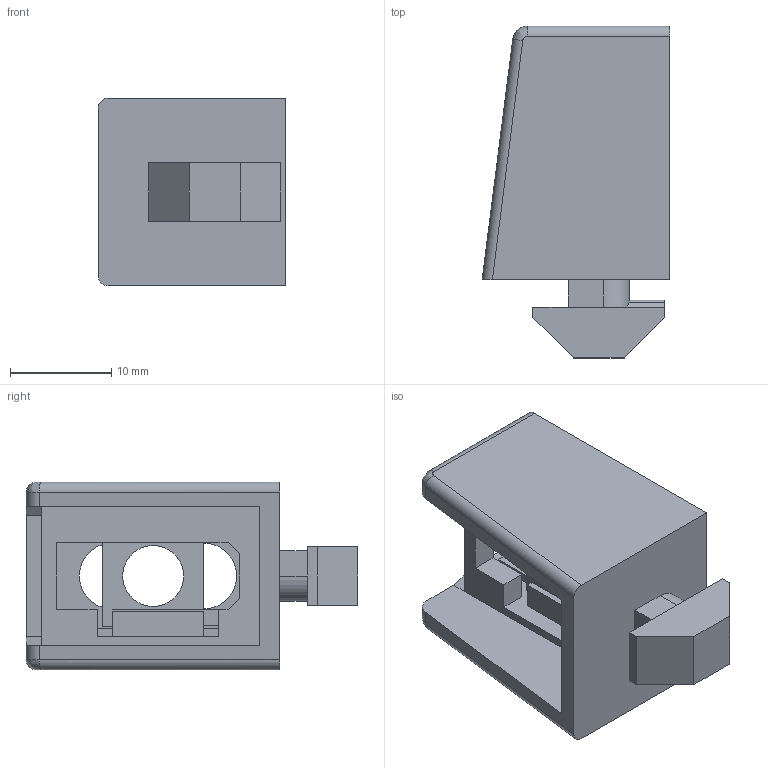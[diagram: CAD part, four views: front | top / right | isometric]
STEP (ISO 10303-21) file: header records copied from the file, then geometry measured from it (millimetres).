
FILE_DESCRIPTION(/* description */ ('KriTec Befestigungsblock 6 PA grau ähnlich RAL 7042'),/* implementation_level */ '2;1');
FILE_NAME(/* name */ '22190_KriTec_Befestigungsblock_6_PA_grau_aehnlich_RAL_7042.stp',/* time_stamp */ '2021-08-06T15:24:15+02:00',/* author */ ('Nell'),/* organization */ (''),/* preprocessor_version */ 'ST-DEVELOPER v17',/* originating_system */ 'Autodesk Inventor 2018',/* authorisation */ ' ');
FILE_SCHEMA (('AUTOMOTIVE_DESIGN { 1 0 10303 214 3 1 1 }'));
Length unit declared in the file: millimetre
Products named in the file (1): 22190
Bounding box: 18.5 x 32.7 x 18.5 mm (x, y, z)
Volume: 4449.7 mm3; surface area: 3985.8 mm2
Topology: 1 solids, 1 shells, 86 faces, 248 edges, 164 vertices
Faces by surface type: plane 68, cylinder 16, bspline 2
Full cylindrical faces by diameter (mm): 2 x2, 6 x1
Entity records: 2886 total; most frequent: CARTESIAN_POINT 520, ORIENTED_EDGE 496, DIRECTION 460, EDGE_CURVE 248, LINE 204, VECTOR 204, VERTEX_POINT 164, AXIS2_PLACEMENT_3D 128
